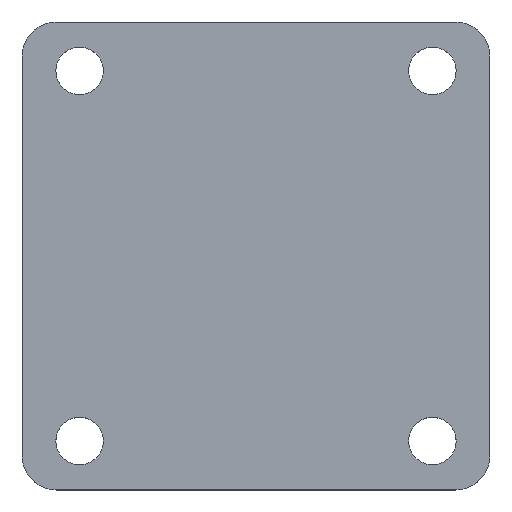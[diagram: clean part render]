
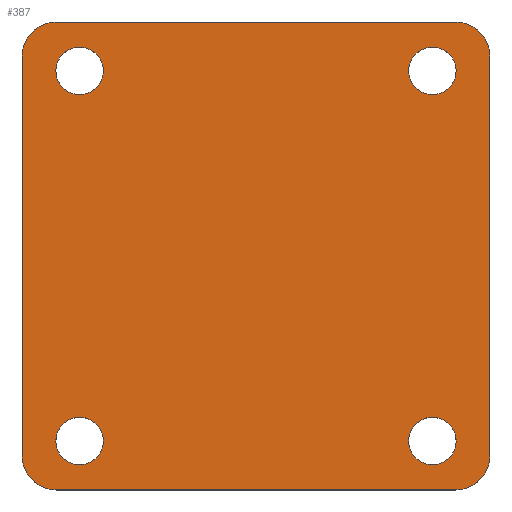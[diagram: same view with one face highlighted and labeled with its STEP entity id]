
A CAD part, top view. The second image highlights one B-rep face of the part: STEP entity #387.
In plain terms, the highlighted planar face has unit normal (0, 0, 1).
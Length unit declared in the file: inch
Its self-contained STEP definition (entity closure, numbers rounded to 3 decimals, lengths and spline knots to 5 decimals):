
#1 = DIRECTION ( 'NONE',  ( 0., 0., 1. ) ) ;
#7 = CARTESIAN_POINT ( 'NONE',  ( 0.69213, 0.63996, 0.09843 ) ) ;
#15 = CARTESIAN_POINT ( 'NONE',  ( -0.80906, -0.80906, 0.09843 ) ) ;
#16 = EDGE_CURVE ( 'NONE', #126, #587, #177, .T. ) ;
#26 = DIRECTION ( 'NONE',  ( 1., 0., 0. ) ) ;
#30 = DIRECTION ( 'NONE',  ( 0., 0., 1. ) ) ;
#40 = CARTESIAN_POINT ( 'NONE',  ( 0.69213, -0.63996, 0.09843 ) ) ;
#42 = AXIS2_PLACEMENT_3D ( 'NONE', #572, #127, #26 ) ;
#43 = VERTEX_POINT ( 'NONE', #636 ) ;
#44 = DIRECTION ( 'NONE',  ( 0., 0., 1. ) ) ;
#48 = AXIS2_PLACEMENT_3D ( 'NONE', #506, #519, #171 ) ;
#50 = VERTEX_POINT ( 'NONE', #311 ) ;
#64 = CARTESIAN_POINT ( 'NONE',  ( 0.61004, 0.63996, 0.09843 ) ) ;
#66 = LINE ( 'NONE', #15, #299 ) ;
#67 = DIRECTION ( 'NONE',  ( 1., 0., 0. ) ) ;
#70 = CARTESIAN_POINT ( 'NONE',  ( 0.80906, 0.69094, 0.09843 ) ) ;
#72 = AXIS2_PLACEMENT_3D ( 'NONE', #131, #30, #434 ) ;
#73 = VERTEX_POINT ( 'NONE', #564 ) ;
#77 = CARTESIAN_POINT ( 'NONE',  ( 0.61004, 0.63996, 0.09843 ) ) ;
#78 = CIRCLE ( 'NONE', #42, 0.08209 ) ;
#82 = EDGE_CURVE ( 'NONE', #73, #230, #343, .T. ) ;
#91 = EDGE_CURVE ( 'NONE', #50, #43, #66, .T. ) ;
#94 = ORIENTED_EDGE ( 'NONE', *, *, #16, .F. ) ;
#99 = CARTESIAN_POINT ( 'NONE',  ( -0.80906, -0.80906, 0.09843 ) ) ;
#100 = ORIENTED_EDGE ( 'NONE', *, *, #345, .T. ) ;
#104 = FACE_BOUND ( 'NONE', #532, .T. ) ;
#109 = VECTOR ( 'NONE', #505, 39.37008 ) ;
#114 = DIRECTION ( 'NONE',  ( 0., 1., 0. ) ) ;
#115 = AXIS2_PLACEMENT_3D ( 'NONE', #181, #578, #240 ) ;
#118 = EDGE_LOOP ( 'NONE', ( #133, #123 ) ) ;
#123 = ORIENTED_EDGE ( 'NONE', *, *, #439, .F. ) ;
#126 = VERTEX_POINT ( 'NONE', #516 ) ;
#127 = DIRECTION ( 'NONE',  ( 0., 0., 1. ) ) ;
#131 = CARTESIAN_POINT ( 'NONE',  ( -0.61004, -0.63996, 0.09843 ) ) ;
#133 = ORIENTED_EDGE ( 'NONE', *, *, #403, .F. ) ;
#152 = DIRECTION ( 'NONE',  ( 0., 0., 1. ) ) ;
#160 = ORIENTED_EDGE ( 'NONE', *, *, #82, .T. ) ;
#166 = CIRCLE ( 'NONE', #361, 0.08209 ) ;
#168 = CARTESIAN_POINT ( 'NONE',  ( 0.61004, -0.63996, 0.09843 ) ) ;
#171 = DIRECTION ( 'NONE',  ( 1., 0., 0. ) ) ;
#177 = CIRCLE ( 'NONE', #645, 0.08209 ) ;
#179 = ORIENTED_EDGE ( 'NONE', *, *, #233, .F. ) ;
#181 = CARTESIAN_POINT ( 'NONE',  ( 0.69094, 0.69094, 0.09843 ) ) ;
#182 = EDGE_CURVE ( 'NONE', #244, #73, #317, .T. ) ;
#183 = CIRCLE ( 'NONE', #48, 0.08209 ) ;
#189 = ORIENTED_EDGE ( 'NONE', *, *, #458, .T. ) ;
#196 = ORIENTED_EDGE ( 'NONE', *, *, #364, .T. ) ;
#198 = DIRECTION ( 'NONE',  ( 1., 0., 0. ) ) ;
#202 = VECTOR ( 'NONE', #313, 39.37008 ) ;
#203 = FACE_BOUND ( 'NONE', #118, .T. ) ;
#205 = DIRECTION ( 'NONE',  ( -1., 0., 0. ) ) ;
#213 = CIRCLE ( 'NONE', #601, 0.08209 ) ;
#225 = EDGE_CURVE ( 'NONE', #491, #441, #166, .T. ) ;
#230 = VERTEX_POINT ( 'NONE', #474 ) ;
#233 = EDGE_CURVE ( 'NONE', #462, #423, #78, .T. ) ;
#235 = EDGE_LOOP ( 'NONE', ( #580, #179 ) ) ;
#240 = DIRECTION ( 'NONE',  ( -1., 0., 0. ) ) ;
#244 = VERTEX_POINT ( 'NONE', #543 ) ;
#247 = AXIS2_PLACEMENT_3D ( 'NONE', #593, #643, #205 ) ;
#254 = DIRECTION ( 'NONE',  ( -1., 0., 0. ) ) ;
#258 = CARTESIAN_POINT ( 'NONE',  ( -0.69094, -0.69094, 0.09843 ) ) ;
#268 = CARTESIAN_POINT ( 'NONE',  ( 0.52795, -0.63996, 0.09843 ) ) ;
#269 = CIRCLE ( 'NONE', #321, 0.11811 ) ;
#278 = DIRECTION ( 'NONE',  ( 1., 0., 0. ) ) ;
#279 = CARTESIAN_POINT ( 'NONE',  ( -0.69213, -0.63996, 0.09843 ) ) ;
#299 = VECTOR ( 'NONE', #278, 39.37008 ) ;
#301 = VECTOR ( 'NONE', #114, 39.37008 ) ;
#305 = ORIENTED_EDGE ( 'NONE', *, *, #91, .T. ) ;
#306 = ORIENTED_EDGE ( 'NONE', *, *, #373, .T. ) ;
#311 = CARTESIAN_POINT ( 'NONE',  ( -0.69094, -0.80906, 0.09843 ) ) ;
#313 = DIRECTION ( 'NONE',  ( 0., -1., 0. ) ) ;
#314 = EDGE_LOOP ( 'NONE', ( #196, #306, #305, #100, #189, #522, #394, #160 ) ) ;
#317 = LINE ( 'NONE', #611, #109 ) ;
#320 = CARTESIAN_POINT ( 'NONE',  ( -0.52795, -0.63996, 0.09843 ) ) ;
#321 = AXIS2_PLACEMENT_3D ( 'NONE', #448, #152, #490 ) ;
#328 = VERTEX_POINT ( 'NONE', #354 ) ;
#337 = AXIS2_PLACEMENT_3D ( 'NONE', #512, #365, #616 ) ;
#338 = ORIENTED_EDGE ( 'NONE', *, *, #419, .F. ) ;
#343 = CIRCLE ( 'NONE', #337, 0.11811 ) ;
#345 = EDGE_CURVE ( 'NONE', #43, #328, #269, .T. ) ;
#347 = VERTEX_POINT ( 'NONE', #40 ) ;
#349 = CARTESIAN_POINT ( 'NONE',  ( -0.61004, 0.63996, 0.09843 ) ) ;
#354 = CARTESIAN_POINT ( 'NONE',  ( 0.80906, -0.69094, 0.09843 ) ) ;
#361 = AXIS2_PLACEMENT_3D ( 'NONE', #77, #428, #381 ) ;
#364 = EDGE_CURVE ( 'NONE', #230, #473, #541, .T. ) ;
#365 = DIRECTION ( 'NONE',  ( 0., 0., 1. ) ) ;
#366 = LINE ( 'NONE', #557, #301 ) ;
#370 = CIRCLE ( 'NONE', #72, 0.08209 ) ;
#372 = DIRECTION ( 'NONE',  ( 0., 0., 1. ) ) ;
#373 = EDGE_CURVE ( 'NONE', #473, #50, #520, .T. ) ;
#377 = DIRECTION ( 'NONE',  ( 0., 0., 1. ) ) ;
#379 = CARTESIAN_POINT ( 'NONE',  ( 0.52795, 0.63996, 0.09843 ) ) ;
#381 = DIRECTION ( 'NONE',  ( 1., 0., 0. ) ) ;
#387 = ADVANCED_FACE ( 'NONE', ( #640, #546, #104, #203, #451 ), #400, .F. ) ;
#394 = ORIENTED_EDGE ( 'NONE', *, *, #182, .T. ) ;
#398 = ORIENTED_EDGE ( 'NONE', *, *, #225, .F. ) ;
#399 = VERTEX_POINT ( 'NONE', #70 ) ;
#400 = PLANE ( 'NONE',  #247 ) ;
#403 = EDGE_CURVE ( 'NONE', #437, #347, #183, .T. ) ;
#419 = EDGE_CURVE ( 'NONE', #441, #491, #213, .T. ) ;
#423 = VERTEX_POINT ( 'NONE', #279 ) ;
#428 = DIRECTION ( 'NONE',  ( 0., 0., 1. ) ) ;
#434 = DIRECTION ( 'NONE',  ( 1., 0., 0. ) ) ;
#437 = VERTEX_POINT ( 'NONE', #268 ) ;
#439 = EDGE_CURVE ( 'NONE', #347, #437, #468, .T. ) ;
#441 = VERTEX_POINT ( 'NONE', #7 ) ;
#448 = CARTESIAN_POINT ( 'NONE',  ( 0.69094, -0.69094, 0.09843 ) ) ;
#451 = FACE_BOUND ( 'NONE', #235, .T. ) ;
#458 = EDGE_CURVE ( 'NONE', #328, #399, #366, .T. ) ;
#461 = DIRECTION ( 'NONE',  ( 0., 0., 1. ) ) ;
#462 = VERTEX_POINT ( 'NONE', #320 ) ;
#464 = DIRECTION ( 'NONE',  ( 1., 0., 0. ) ) ;
#468 = CIRCLE ( 'NONE', #480, 0.08209 ) ;
#473 = VERTEX_POINT ( 'NONE', #511 ) ;
#474 = CARTESIAN_POINT ( 'NONE',  ( -0.80906, 0.69094, 0.09843 ) ) ;
#476 = EDGE_CURVE ( 'NONE', #587, #126, #498, .T. ) ;
#480 = AXIS2_PLACEMENT_3D ( 'NONE', #168, #461, #566 ) ;
#490 = DIRECTION ( 'NONE',  ( -1., 0., 0. ) ) ;
#491 = VERTEX_POINT ( 'NONE', #379 ) ;
#498 = CIRCLE ( 'NONE', #537, 0.08209 ) ;
#505 = DIRECTION ( 'NONE',  ( -1., 0., 0. ) ) ;
#506 = CARTESIAN_POINT ( 'NONE',  ( 0.61004, -0.63996, 0.09843 ) ) ;
#511 = CARTESIAN_POINT ( 'NONE',  ( -0.80906, -0.69094, 0.09843 ) ) ;
#512 = CARTESIAN_POINT ( 'NONE',  ( -0.69094, 0.69094, 0.09843 ) ) ;
#516 = CARTESIAN_POINT ( 'NONE',  ( -0.52795, 0.63996, 0.09843 ) ) ;
#519 = DIRECTION ( 'NONE',  ( 0., 0., 1. ) ) ;
#520 = CIRCLE ( 'NONE', #528, 0.11811 ) ;
#522 = ORIENTED_EDGE ( 'NONE', *, *, #548, .T. ) ;
#528 = AXIS2_PLACEMENT_3D ( 'NONE', #258, #44, #254 ) ;
#532 = EDGE_LOOP ( 'NONE', ( #398, #338 ) ) ;
#537 = AXIS2_PLACEMENT_3D ( 'NONE', #618, #377, #464 ) ;
#541 = LINE ( 'NONE', #99, #202 ) ;
#543 = CARTESIAN_POINT ( 'NONE',  ( 0.69094, 0.80906, 0.09843 ) ) ;
#545 = EDGE_LOOP ( 'NONE', ( #644, #94 ) ) ;
#546 = FACE_BOUND ( 'NONE', #545, .T. ) ;
#548 = EDGE_CURVE ( 'NONE', #399, #244, #591, .T. ) ;
#557 = CARTESIAN_POINT ( 'NONE',  ( 0.80906, -0.80906, 0.09843 ) ) ;
#562 = EDGE_CURVE ( 'NONE', #423, #462, #370, .T. ) ;
#564 = CARTESIAN_POINT ( 'NONE',  ( -0.69094, 0.80906, 0.09843 ) ) ;
#566 = DIRECTION ( 'NONE',  ( 1., 0., 0. ) ) ;
#572 = CARTESIAN_POINT ( 'NONE',  ( -0.61004, -0.63996, 0.09843 ) ) ;
#576 = CARTESIAN_POINT ( 'NONE',  ( -0.69213, 0.63996, 0.09843 ) ) ;
#578 = DIRECTION ( 'NONE',  ( 0., 0., 1. ) ) ;
#580 = ORIENTED_EDGE ( 'NONE', *, *, #562, .F. ) ;
#587 = VERTEX_POINT ( 'NONE', #576 ) ;
#591 = CIRCLE ( 'NONE', #115, 0.11811 ) ;
#593 = CARTESIAN_POINT ( 'NONE',  ( 0., 0., 0.09843 ) ) ;
#601 = AXIS2_PLACEMENT_3D ( 'NONE', #64, #372, #67 ) ;
#611 = CARTESIAN_POINT ( 'NONE',  ( -0.80906, 0.80906, 0.09843 ) ) ;
#616 = DIRECTION ( 'NONE',  ( -1., 0., 0. ) ) ;
#618 = CARTESIAN_POINT ( 'NONE',  ( -0.61004, 0.63996, 0.09843 ) ) ;
#636 = CARTESIAN_POINT ( 'NONE',  ( 0.69094, -0.80906, 0.09843 ) ) ;
#640 = FACE_OUTER_BOUND ( 'NONE', #314, .T. ) ;
#643 = DIRECTION ( 'NONE',  ( 0., 0., -1. ) ) ;
#644 = ORIENTED_EDGE ( 'NONE', *, *, #476, .F. ) ;
#645 = AXIS2_PLACEMENT_3D ( 'NONE', #349, #1, #198 ) ;
